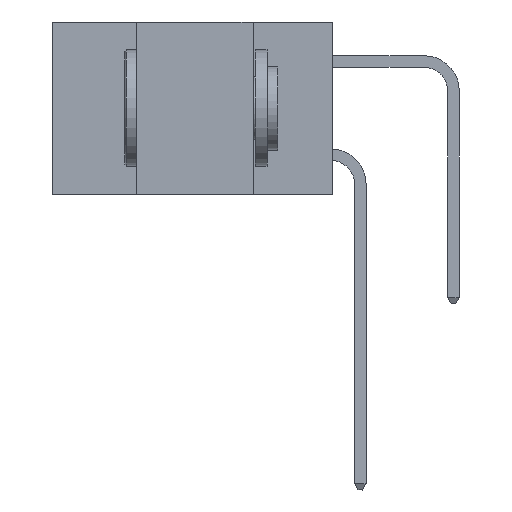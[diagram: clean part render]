
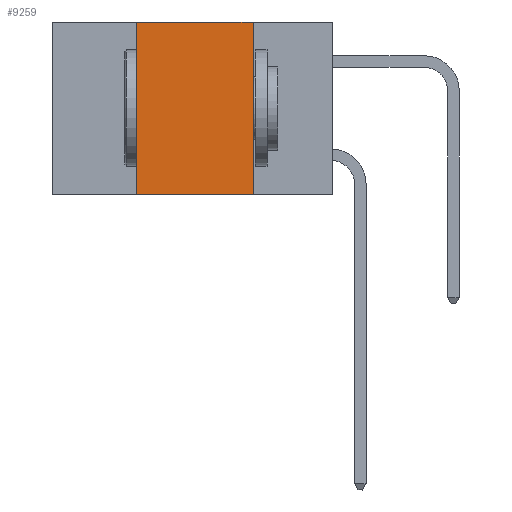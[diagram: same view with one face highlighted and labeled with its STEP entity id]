
A CAD part, left-side view. The second image highlights one B-rep face of the part: STEP entity #9259.
In plain terms, the highlighted planar face has unit normal (-1, 0, 0).
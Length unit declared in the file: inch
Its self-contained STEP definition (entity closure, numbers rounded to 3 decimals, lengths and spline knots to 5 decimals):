
#256 = FACE_OUTER_BOUND ( 'NONE', #1172, .T. ) ;
#1172 = EDGE_LOOP ( 'NONE', ( #3864, #11350, #10128, #2590 ) ) ;
#2001 = EDGE_CURVE ( 'NONE', #15321, #12613, #9705, .T. ) ;
#2590 = ORIENTED_EDGE ( 'NONE', *, *, #4012, .T. ) ;
#3036 = LINE ( 'NONE', #14598, #12789 ) ;
#3730 = DIRECTION ( 'NONE',  ( 1., 0., 0. ) ) ;
#3836 = CARTESIAN_POINT ( 'NONE',  ( 0., 0.42, 0. ) ) ;
#3864 = ORIENTED_EDGE ( 'NONE', *, *, #13154, .F. ) ;
#4012 = EDGE_CURVE ( 'NONE', #12973, #7455, #12149, .T. ) ;
#5282 = VECTOR ( 'NONE', #5693, 39.37008 ) ;
#5653 = CARTESIAN_POINT ( 'NONE',  ( 0., 0.42, -0.37 ) ) ;
#5693 = DIRECTION ( 'NONE',  ( 0., -1., 0. ) ) ;
#6327 = EDGE_CURVE ( 'NONE', #12973, #15321, #8203, .T. ) ;
#6907 = VECTOR ( 'NONE', #16433, 39.37008 ) ;
#7455 = VERTEX_POINT ( 'NONE', #15631 ) ;
#7961 = CARTESIAN_POINT ( 'NONE',  ( 0., 0.6, 0. ) ) ;
#8203 = LINE ( 'NONE', #5653, #8324 ) ;
#8324 = VECTOR ( 'NONE', #8459, 39.37008 ) ;
#8459 = DIRECTION ( 'NONE',  ( 0., 0., 1. ) ) ;
#9259 = ADVANCED_FACE ( 'NONE', ( #256 ), #15708, .F. ) ;
#9705 = LINE ( 'NONE', #14912, #6907 ) ;
#9840 = CARTESIAN_POINT ( 'NONE',  ( 0., 0.6, -0.37 ) ) ;
#10128 = ORIENTED_EDGE ( 'NONE', *, *, #6327, .F. ) ;
#11140 = CARTESIAN_POINT ( 'NONE',  ( 0., 0.42, -0.37 ) ) ;
#11350 = ORIENTED_EDGE ( 'NONE', *, *, #2001, .F. ) ;
#11778 = DIRECTION ( 'NONE',  ( 0., 0., -1. ) ) ;
#12149 = LINE ( 'NONE', #9840, #5282 ) ;
#12613 = VERTEX_POINT ( 'NONE', #14301 ) ;
#12789 = VECTOR ( 'NONE', #13402, 39.37008 ) ;
#12973 = VERTEX_POINT ( 'NONE', #11140 ) ;
#13154 = EDGE_CURVE ( 'NONE', #12613, #7455, #3036, .T. ) ;
#13402 = DIRECTION ( 'NONE',  ( 0., 0., -1. ) ) ;
#14301 = CARTESIAN_POINT ( 'NONE',  ( 0., 0.17, 0. ) ) ;
#14598 = CARTESIAN_POINT ( 'NONE',  ( 0., 0.17, -0.37 ) ) ;
#14912 = CARTESIAN_POINT ( 'NONE',  ( 0., 0.6, 0. ) ) ;
#15321 = VERTEX_POINT ( 'NONE', #3836 ) ;
#15631 = CARTESIAN_POINT ( 'NONE',  ( 0., 0.17, -0.37 ) ) ;
#15708 = PLANE ( 'NONE',  #15995 ) ;
#15995 = AXIS2_PLACEMENT_3D ( 'NONE', #7961, #3730, #11778 ) ;
#16433 = DIRECTION ( 'NONE',  ( 0., -1., 0. ) ) ;
